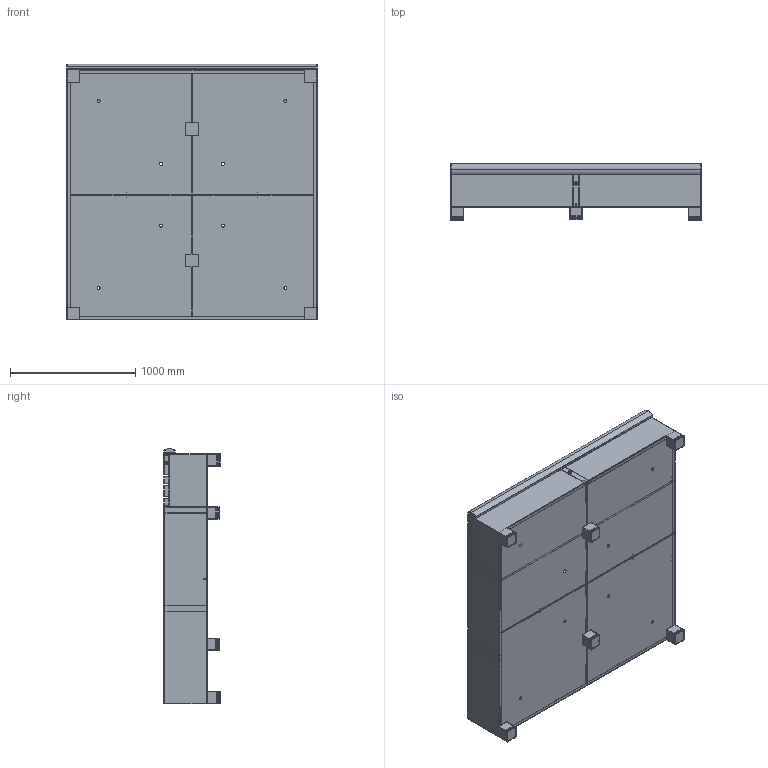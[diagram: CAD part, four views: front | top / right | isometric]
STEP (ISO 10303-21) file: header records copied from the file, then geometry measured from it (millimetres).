
FILE_DESCRIPTION (( 'STEP AP203' ), '1' );
FILE_NAME ('GP.2000.S.CT.STEP', '2021-03-25T07:15:15', ( '' ), ( '' ), 'SwSTEP 2.0', 'SolidWorks 2020', '' );
FILE_SCHEMA (( 'CONFIG_CONTROL_DESIGN' ));
Length unit declared in the file: millimetre
Products named in the file (27): GP.2000.S.Ct Base; GP.2000.S.Ct Wood strip; GP.2000.S.Ct Wood 90x40 front; GP.2000.S.Ct Seat; GP.2000.S.Ct Plastic feet 100x100; GP.2000.S.Ct Wall-3; GP.2000.S.Ct Wall-4; GP.2000.S.Ct Reinforcement-4; GP.2000.S.Ct Wood 60x40; GP.2000.S.Ct Reinforcement-3; GP.2000.S.Ct Wood seat; GP.2000.S.Ct Feet plate middle; GP.2000.S.Ct Wall-1; GP.2000.S.Ct Reinforcement-2; GP.2000.S.Ct Feet plate; GP.2000.S.Ct Wood strip top; GP.2000.S.Ct Bottom-1; GP.2000.S.CT; GP.2000.S.Ct Wood 90x40; GP.2000.S.Ct Wood strip front; GP.2000.S.Ct Reinforcement wall; FURNS Brandtag sticker; GP.2000.S.Ct Reinforcement-1; GP.2000.S.Ct Wall-2
Assembly tree (55 placements, depth 4):
  GP.2000.S.CT
    GP.2000.S.Ct Base
      GP.2000.S.Ct Wall-1
      GP.2000.S.Ct Wall-2
      GP.2000.S.Ct Wall-3
      GP.2000.S.Ct Wall-4
      GP.2000.S.Ct Bottom-1  x4
      GP.2000.S.Ct Reinforcement wall  x2
      GP.2000.S.Ct Feet plate  x4
      GP.2000.S.Ct Feet plate middle  x4
      GP.2000.S.Ct Plastic feet 100x100  x6
      GP.2000.S.Ct Seat
      GP.2000.S.Ct Reinforcement-2
      GP.2000.S.Ct Reinforcement-3
      GP.2000.S.Ct Reinforcement-4
      GP.2000.S.Ct Reinforcement-1  x6
    GP.2000.S.Ct Wood seat
      GP.2000.S.Ct Wood 90x40 front
      GP.2000.S.Ct Wood 60x40  x3
      GP.2000.S.Ct Wood 90x40  x2
      GP.2000.S.Ct Wood strip
        GP.2000.S.Ct Wood strip top
        GP.2000.S.Ct Wood strip front
      GP.2000.S.Ct Wood strip
        GP.2000.S.Ct Wood strip top
        GP.2000.S.Ct Wood strip front
      GP.2000.S.Ct Wood strip
        GP.2000.S.Ct Wood strip top
        GP.2000.S.Ct Wood strip front
      GP.2000.S.Ct Wood strip
        GP.2000.S.Ct Wood strip top
        GP.2000.S.Ct Wood strip front
    FURNS Brandtag sticker
Bounding box: 2000 x 450 x 2044 mm (x, y, z)
Volume: 64859318 mm3; surface area: 23317788.9 mm2
Topology: 49 solids, 49 shells, 2350 faces, 5980 edges, 3720 vertices
Faces by surface type: plane 1509, cylinder 561, bspline 110, cone 96, sphere 72, torus 2
Entity records: 41351 total; most frequent: CARTESIAN_POINT 8490, ORIENTED_EDGE 6308, DIRECTION 5550, EDGE_CURVE 3154, LINE 2422, VECTOR 2422, VERTEX_POINT 2000, AXIS2_PLACEMENT_3D 1564
